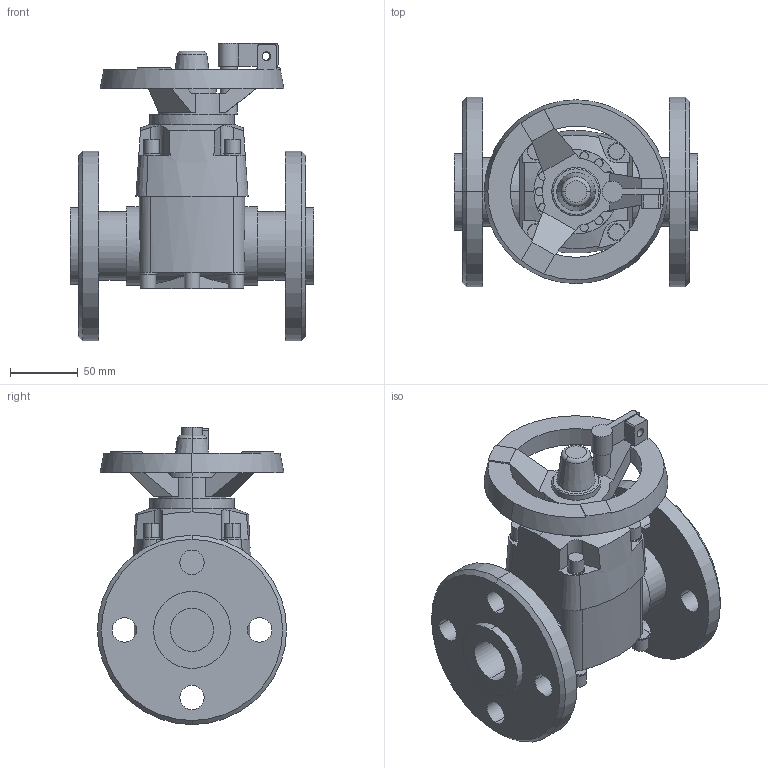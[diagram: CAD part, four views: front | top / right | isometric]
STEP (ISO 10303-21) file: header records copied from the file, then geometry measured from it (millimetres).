
FILE_DESCRIPTION(('STEP AP214'),'1');
FILE_NAME('cctmp_C88E060C-A6DF-4186-9441-2A9A145D796C_2018_11_21_10_4_12_68..stp','2018-11-21T09:04:12',('Praher Valves GmbH'),('CADClick - www.CADClick.com'),'Spatial InterOp 3D',' ','unknown authorization');
FILE_SCHEMA(('AUTOMOTIVE_DESIGN'));
Length unit declared in the file: millimetre
Products named in the file (1): 120232
Bounding box: 180 x 140 x 219.83 mm (x, y, z)
Volume: 1390481.4 mm3; surface area: 203588.3 mm2
Topology: 1 solids, 4 shells, 314 faces, 793 edges, 510 vertices
Faces by surface type: cylinder 154, plane 140, cone 16, torus 4
Entity records: 12537 total; most frequent: CARTESIAN_POINT 2080, DIRECTION 1821, ORIENTED_EDGE 1586, EDGE_CURVE 793, AXIS2_PLACEMENT_3D 753, VERTEX_POINT 510, CIRCLE 426, EDGE_LOOP 367
